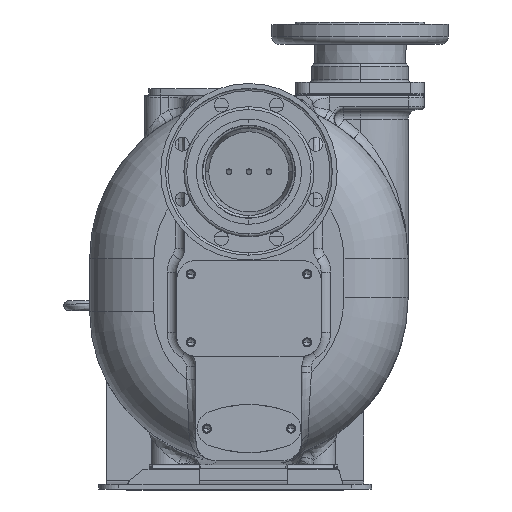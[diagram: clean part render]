
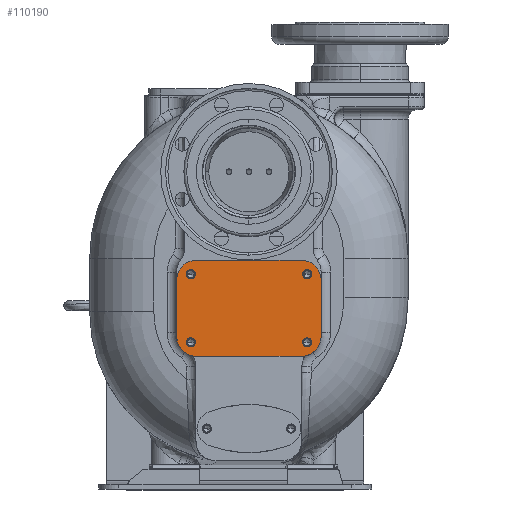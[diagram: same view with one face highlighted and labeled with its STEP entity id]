
A CAD part, top view. The second image highlights one B-rep face of the part: STEP entity #110190.
In plain terms, the highlighted planar face has unit normal (0, 0, 1).
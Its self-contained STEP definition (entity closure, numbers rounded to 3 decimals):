
#27679=CARTESIAN_POINT('',(82.,230.,205.));
#27680=DIRECTION('',(0.,0.,-1.));
#27681=DIRECTION('',(0.,1.,0.));
#27682=AXIS2_PLACEMENT_3D('',#27679,#27680,#27681);
#27684=DIRECTION('',(0.,-1.,0.));
#27685=VECTOR('',#27684,70.);
#27686=CARTESIAN_POINT('',(107.,230.,205.));
#27687=LINE('',#27686,#27685);
#27688=CARTESIAN_POINT('',(82.,160.,205.));
#27689=DIRECTION('',(0.,0.,-1.));
#27690=DIRECTION('',(1.,0.,0.));
#27691=AXIS2_PLACEMENT_3D('',#27688,#27689,#27690);
#27693=DIRECTION('',(-1.,0.,0.));
#27694=VECTOR('',#27693,130.);
#27695=CARTESIAN_POINT('',(82.,135.,205.));
#27696=LINE('',#27695,#27694);
#27697=CARTESIAN_POINT('',(-48.,160.,205.));
#27698=DIRECTION('',(0.,0.,-1.));
#27699=DIRECTION('',(0.,-1.,0.));
#27700=AXIS2_PLACEMENT_3D('',#27697,#27698,#27699);
#27702=DIRECTION('',(0.,1.,0.));
#27703=VECTOR('',#27702,70.);
#27704=CARTESIAN_POINT('',(-73.,160.,205.));
#27705=LINE('',#27704,#27703);
#27706=CARTESIAN_POINT('',(-48.,230.,205.));
#27707=DIRECTION('',(0.,0.,-1.));
#27708=DIRECTION('',(-1.,0.,0.));
#27709=AXIS2_PLACEMENT_3D('',#27706,#27707,#27708);
#27711=DIRECTION('',(1.,0.,0.));
#27712=VECTOR('',#27711,130.);
#27713=CARTESIAN_POINT('',(-48.,255.,205.));
#27714=LINE('',#27713,#27712);
#27715=CARTESIAN_POINT('',(-55.5,237.5,205.));
#27716=DIRECTION('',(0.,0.,1.));
#27717=DIRECTION('',(-1.,0.,0.));
#27718=AXIS2_PLACEMENT_3D('',#27715,#27716,#27717);
#27720=CARTESIAN_POINT('',(-55.5,237.5,205.));
#27721=DIRECTION('',(0.,0.,1.));
#27722=DIRECTION('',(1.,0.,0.));
#27723=AXIS2_PLACEMENT_3D('',#27720,#27721,#27722);
#27725=CARTESIAN_POINT('',(-55.5,152.5,205.));
#27726=DIRECTION('',(0.,0.,1.));
#27727=DIRECTION('',(-1.,0.,0.));
#27728=AXIS2_PLACEMENT_3D('',#27725,#27726,#27727);
#27730=CARTESIAN_POINT('',(-55.5,152.5,205.));
#27731=DIRECTION('',(0.,0.,1.));
#27732=DIRECTION('',(1.,0.,0.));
#27733=AXIS2_PLACEMENT_3D('',#27730,#27731,#27732);
#27735=CARTESIAN_POINT('',(89.5,237.5,205.));
#27736=DIRECTION('',(0.,0.,1.));
#27737=DIRECTION('',(-1.,0.,0.));
#27738=AXIS2_PLACEMENT_3D('',#27735,#27736,#27737);
#27740=CARTESIAN_POINT('',(89.5,237.5,205.));
#27741=DIRECTION('',(0.,0.,1.));
#27742=DIRECTION('',(1.,0.,0.));
#27743=AXIS2_PLACEMENT_3D('',#27740,#27741,#27742);
#27745=CARTESIAN_POINT('',(89.5,152.5,205.));
#27746=DIRECTION('',(0.,0.,1.));
#27747=DIRECTION('',(-1.,0.,0.));
#27748=AXIS2_PLACEMENT_3D('',#27745,#27746,#27747);
#27750=CARTESIAN_POINT('',(89.5,152.5,205.));
#27751=DIRECTION('',(0.,0.,1.));
#27752=DIRECTION('',(1.,0.,0.));
#27753=AXIS2_PLACEMENT_3D('',#27750,#27751,#27752);
#73213=CARTESIAN_POINT('',(-61.25,237.5,205.));
#73214=CARTESIAN_POINT('',(-49.75,237.5,205.));
#73215=VERTEX_POINT('',#73213);
#73216=VERTEX_POINT('',#73214);
#73217=CARTESIAN_POINT('',(-61.25,152.5,205.));
#73218=CARTESIAN_POINT('',(-49.75,152.5,205.));
#73219=VERTEX_POINT('',#73217);
#73220=VERTEX_POINT('',#73218);
#73221=CARTESIAN_POINT('',(83.75,237.5,205.));
#73222=CARTESIAN_POINT('',(95.25,237.5,205.));
#73223=VERTEX_POINT('',#73221);
#73224=VERTEX_POINT('',#73222);
#73225=CARTESIAN_POINT('',(83.75,152.5,205.));
#73226=CARTESIAN_POINT('',(95.25,152.5,205.));
#73227=VERTEX_POINT('',#73225);
#73228=VERTEX_POINT('',#73226);
#73229=CARTESIAN_POINT('',(82.,255.,205.));
#73230=CARTESIAN_POINT('',(107.,230.,205.));
#73231=VERTEX_POINT('',#73229);
#73232=VERTEX_POINT('',#73230);
#73233=CARTESIAN_POINT('',(107.,160.,205.));
#73234=VERTEX_POINT('',#73233);
#73235=CARTESIAN_POINT('',(82.,135.,205.));
#73236=VERTEX_POINT('',#73235);
#73237=CARTESIAN_POINT('',(-48.,135.,205.));
#73238=VERTEX_POINT('',#73237);
#73239=CARTESIAN_POINT('',(-73.,160.,205.));
#73240=VERTEX_POINT('',#73239);
#73241=CARTESIAN_POINT('',(-73.,230.,205.));
#73242=VERTEX_POINT('',#73241);
#73243=CARTESIAN_POINT('',(-48.,255.,205.));
#73244=VERTEX_POINT('',#73243);
#110151=CARTESIAN_POINT('',(17.,195.,205.));
#110152=DIRECTION('',(0.,0.,-1.));
#110153=DIRECTION('',(-1.,0.,0.));
#110154=AXIS2_PLACEMENT_3D('',#110151,#110152,#110153);
#110155=PLANE('',#110154);
#110156=ORIENTED_EDGE('',*,*,#110091,.T.);
#110157=ORIENTED_EDGE('',*,*,#110106,.T.);
#110158=ORIENTED_EDGE('',*,*,#110129,.T.);
#110159=ORIENTED_EDGE('',*,*,#110144,.T.);
#110160=ORIENTED_EDGE('',*,*,#110021,.T.);
#110161=ORIENTED_EDGE('',*,*,#110038,.T.);
#110162=ORIENTED_EDGE('',*,*,#110061,.T.);
#110163=ORIENTED_EDGE('',*,*,#110076,.T.);
#110164=EDGE_LOOP('',(#110156,#110157,#110158,#110159,#110160,#110161,#110162,
#110163));
#110165=FACE_OUTER_BOUND('',#110164,.F.);
#110167=ORIENTED_EDGE('',*,*,#110166,.T.);
#110169=ORIENTED_EDGE('',*,*,#110168,.T.);
#110170=EDGE_LOOP('',(#110167,#110169));
#110171=FACE_BOUND('',#110170,.F.);
#110173=ORIENTED_EDGE('',*,*,#110172,.T.);
#110175=ORIENTED_EDGE('',*,*,#110174,.T.);
#110176=EDGE_LOOP('',(#110173,#110175));
#110177=FACE_BOUND('',#110176,.F.);
#110179=ORIENTED_EDGE('',*,*,#110178,.T.);
#110181=ORIENTED_EDGE('',*,*,#110180,.T.);
#110182=EDGE_LOOP('',(#110179,#110181));
#110183=FACE_BOUND('',#110182,.F.);
#110185=ORIENTED_EDGE('',*,*,#110184,.T.);
#110187=ORIENTED_EDGE('',*,*,#110186,.T.);
#110188=EDGE_LOOP('',(#110185,#110187));
#110189=FACE_BOUND('',#110188,.F.);
#110190=ADVANCED_FACE('',(#110165,#110171,#110177,#110183,#110189),#110155,.F.);
#27683=CIRCLE('',#27682,25.);
#27692=CIRCLE('',#27691,25.);
#27701=CIRCLE('',#27700,25.);
#27710=CIRCLE('',#27709,25.);
#27719=CIRCLE('',#27718,5.75);
#27724=CIRCLE('',#27723,5.75);
#27729=CIRCLE('',#27728,5.75);
#27734=CIRCLE('',#27733,5.75);
#27739=CIRCLE('',#27738,5.75);
#27744=CIRCLE('',#27743,5.75);
#27749=CIRCLE('',#27748,5.75);
#27754=CIRCLE('',#27753,5.75);
#110021=EDGE_CURVE('',#73238,#73240,#27701,.T.);
#110038=EDGE_CURVE('',#73240,#73242,#27705,.T.);
#110061=EDGE_CURVE('',#73242,#73244,#27710,.T.);
#110076=EDGE_CURVE('',#73244,#73231,#27714,.T.);
#110091=EDGE_CURVE('',#73231,#73232,#27683,.T.);
#110106=EDGE_CURVE('',#73232,#73234,#27687,.T.);
#110129=EDGE_CURVE('',#73234,#73236,#27692,.T.);
#110144=EDGE_CURVE('',#73236,#73238,#27696,.T.);
#110166=EDGE_CURVE('',#73215,#73216,#27719,.T.);
#110168=EDGE_CURVE('',#73216,#73215,#27724,.T.);
#110172=EDGE_CURVE('',#73219,#73220,#27729,.T.);
#110174=EDGE_CURVE('',#73220,#73219,#27734,.T.);
#110178=EDGE_CURVE('',#73223,#73224,#27739,.T.);
#110180=EDGE_CURVE('',#73224,#73223,#27744,.T.);
#110184=EDGE_CURVE('',#73227,#73228,#27749,.T.);
#110186=EDGE_CURVE('',#73228,#73227,#27754,.T.);
